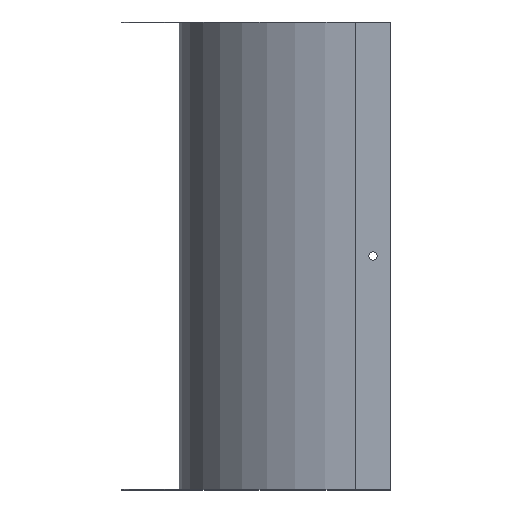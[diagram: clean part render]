
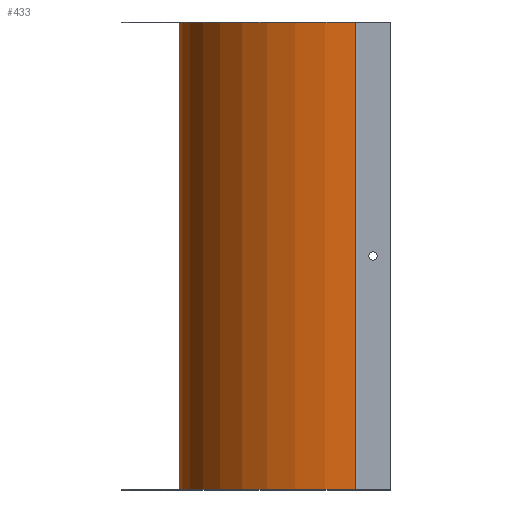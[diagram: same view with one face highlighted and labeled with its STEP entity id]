
A CAD part, left-side view. The second image highlights one B-rep face of the part: STEP entity #433.
In plain terms, the highlighted cylindrical face has radius 150.8 mm (diameter 301.6 mm), a partial arc.
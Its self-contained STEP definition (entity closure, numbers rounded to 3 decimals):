
#6 = CARTESIAN_POINT ( 'NONE',  ( 49.2, 30., -398.4 ) ) ;
#20 = CARTESIAN_POINT ( 'NONE',  ( 49.2, 30., 0. ) ) ;
#47 = CARTESIAN_POINT ( 'NONE',  ( 200., 180.8, 0. ) ) ;
#63 = CARTESIAN_POINT ( 'NONE',  ( 200., 180.8, -398.4 ) ) ;
#150 = AXIS2_PLACEMENT_3D ( 'NONE', #1149, #1148, #1147 ) ;
#218 = DIRECTION ( 'NONE',  ( -1., 0., 0. ) ) ;
#243 = DIRECTION ( 'NONE',  ( 0., 0., 1. ) ) ;
#266 = DIRECTION ( 'NONE',  ( 0., 0., 1. ) ) ;
#269 = DIRECTION ( 'NONE',  ( 1., 0., 0. ) ) ;
#280 = CARTESIAN_POINT ( 'NONE',  ( 200., 30., -399.2 ) ) ;
#307 = AXIS2_PLACEMENT_3D ( 'NONE', #952, #243, #218 ) ;
#317 = EDGE_CURVE ( 'NONE', #924, #940, #859, .T. ) ;
#331 = EDGE_CURVE ( 'NONE', #892, #940, #764, .T. ) ;
#354 = AXIS2_PLACEMENT_3D ( 'NONE', #280, #266, #269 ) ;
#380 = ORIENTED_EDGE ( 'NONE', *, *, #708, .F. ) ;
#382 = ORIENTED_EDGE ( 'NONE', *, *, #317, .T. ) ;
#383 = ORIENTED_EDGE ( 'NONE', *, *, #331, .F. ) ;
#384 = ORIENTED_EDGE ( 'NONE', *, *, #683, .T. ) ;
#433 = ADVANCED_FACE ( 'NONE', ( #491 ), #495, .T. ) ;
#491 = FACE_OUTER_BOUND ( 'NONE', #633, .T. ) ;
#495 = CYLINDRICAL_SURFACE ( 'NONE', #354, 150.8 ) ;
#567 = CIRCLE ( 'NONE', #150, 150.8 ) ;
#633 = EDGE_LOOP ( 'NONE', ( #380, #384, #382, #383 ) ) ;
#683 = EDGE_CURVE ( 'NONE', #930, #924, #567, .T. ) ;
#708 = EDGE_CURVE ( 'NONE', #930, #892, #772, .T. ) ;
#764 = CIRCLE ( 'NONE', #307, 150.8 ) ;
#772 = LINE ( 'NONE', #1165, #775 ) ;
#775 = VECTOR ( 'NONE', #1164, 1000. ) ;
#854 = VECTOR ( 'NONE', #981, 1000. ) ;
#859 = LINE ( 'NONE', #1010, #854 ) ;
#892 = VERTEX_POINT ( 'NONE', #47 ) ;
#924 = VERTEX_POINT ( 'NONE', #6 ) ;
#930 = VERTEX_POINT ( 'NONE', #63 ) ;
#940 = VERTEX_POINT ( 'NONE', #20 ) ;
#952 = CARTESIAN_POINT ( 'NONE',  ( 200., 30., 0. ) ) ;
#981 = DIRECTION ( 'NONE',  ( 0., 0., 1. ) ) ;
#1010 = CARTESIAN_POINT ( 'NONE',  ( 49.2, 30., -399.2 ) ) ;
#1147 = DIRECTION ( 'NONE',  ( 1., 0., 0. ) ) ;
#1148 = DIRECTION ( 'NONE',  ( 0., 0., 1. ) ) ;
#1149 = CARTESIAN_POINT ( 'NONE',  ( 200., 30., -398.4 ) ) ;
#1164 = DIRECTION ( 'NONE',  ( 0., 0., 1. ) ) ;
#1165 = CARTESIAN_POINT ( 'NONE',  ( 200., 180.8, -399.2 ) ) ;
